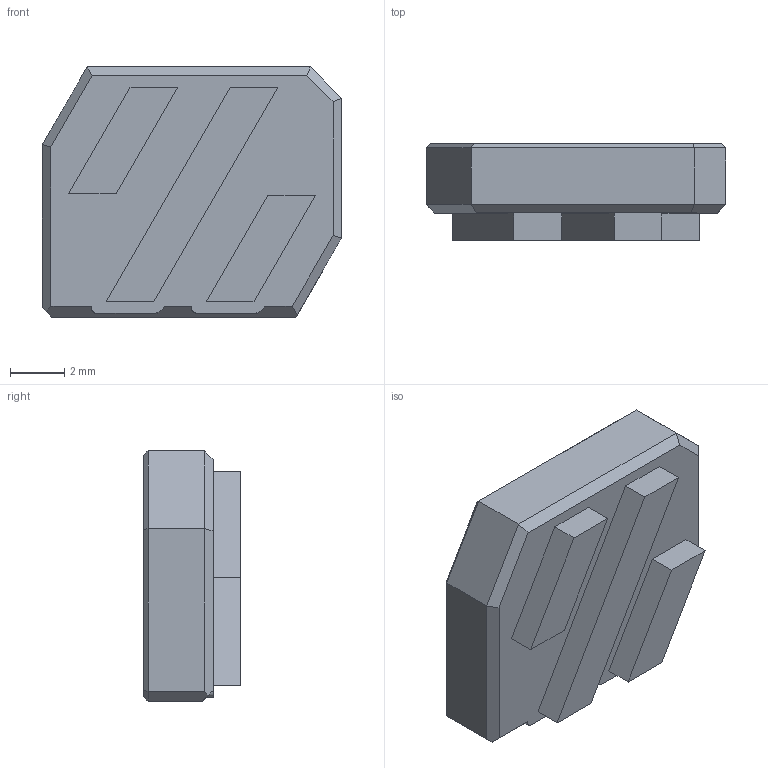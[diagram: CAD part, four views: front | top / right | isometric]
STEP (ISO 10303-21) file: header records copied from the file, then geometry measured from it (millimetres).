
FILE_DESCRIPTION (( 'STEP AP214' ), '1' );
FILE_NAME ('led柔光板.STEP', '2023-10-22T15:44:49', ( '' ), ( '' ), 'SwSTEP 2.0', 'SolidWorks 2022', '' );
FILE_SCHEMA (( 'AUTOMOTIVE_DESIGN' ));
Length unit declared in the file: millimetre
Products named in the file (1): led柔光板
Bounding box: 11.04 x 3.56 x 9.23 mm (x, y, z)
Volume: 208.7 mm3; surface area: 341.8 mm2
Topology: 1 solids, 1 shells, 55 faces, 134 edges, 85 vertices
Faces by surface type: plane 51, cone 4
Entity records: 1602 total; most frequent: CARTESIAN_POINT 287, ORIENTED_EDGE 268, DIRECTION 246, EDGE_CURVE 134, VECTOR 126, LINE 126, VERTEX_POINT 85, AXIS2_PLACEMENT_3D 60
